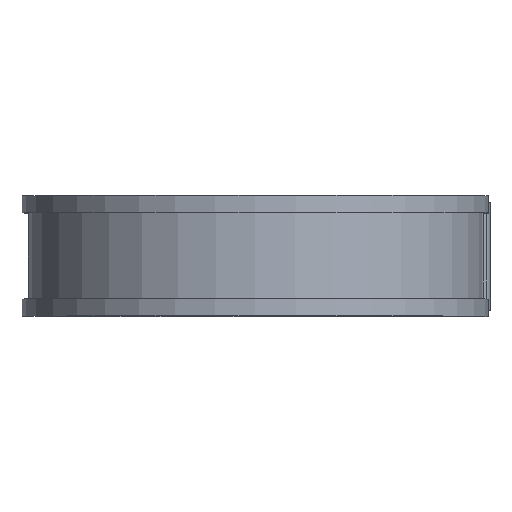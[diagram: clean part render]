
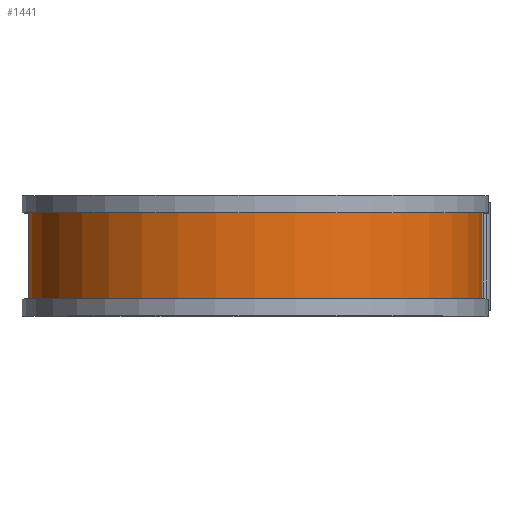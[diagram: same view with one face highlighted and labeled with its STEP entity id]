
A CAD part, top view. The second image highlights one B-rep face of the part: STEP entity #1441.
In plain terms, the highlighted cylindrical face has radius 53.543 mm (diameter 107.086 mm), a partial arc.
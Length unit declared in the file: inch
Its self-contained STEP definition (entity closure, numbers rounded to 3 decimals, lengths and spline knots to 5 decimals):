
#2 = CARTESIAN_POINT ( 'NONE',  ( 2.108, 0.4, 0. ) ) ;
#17 = DIRECTION ( 'NONE',  ( 0., 0., -1. ) ) ;
#67 = VERTEX_POINT ( 'NONE', #2 ) ;
#93 = DIRECTION ( 'NONE',  ( 0., -1., 0. ) ) ;
#207 = CARTESIAN_POINT ( 'NONE',  ( 0., 0.5, 0. ) ) ;
#243 = CIRCLE ( 'NONE', #338, 2.108 ) ;
#250 = CIRCLE ( 'NONE', #1151, 2.108 ) ;
#277 = EDGE_CURVE ( 'NONE', #529, #498, #250, .T. ) ;
#315 = EDGE_CURVE ( 'NONE', #67, #803, #243, .T. ) ;
#338 = AXIS2_PLACEMENT_3D ( 'NONE', #997, #93, #17 ) ;
#498 = VERTEX_POINT ( 'NONE', #655 ) ;
#510 = ORIENTED_EDGE ( 'NONE', *, *, #315, .T. ) ;
#529 = VERTEX_POINT ( 'NONE', #810 ) ;
#655 = CARTESIAN_POINT ( 'NONE',  ( 0., -0.4, -2.108 ) ) ;
#737 = ORIENTED_EDGE ( 'NONE', *, *, #1177, .F. ) ;
#783 = ORIENTED_EDGE ( 'NONE', *, *, #277, .F. ) ;
#803 = VERTEX_POINT ( 'NONE', #1180 ) ;
#810 = CARTESIAN_POINT ( 'NONE',  ( 2.108, -0.4, 0. ) ) ;
#896 = EDGE_LOOP ( 'NONE', ( #737, #510, #1717, #783 ) ) ;
#988 = CARTESIAN_POINT ( 'NONE',  ( 2.108, 0.5, 0. ) ) ;
#997 = CARTESIAN_POINT ( 'NONE',  ( 0., 0.4, 0. ) ) ;
#1011 = LINE ( 'NONE', #988, #1492 ) ;
#1013 = DIRECTION ( 'NONE',  ( 0., -1., 0. ) ) ;
#1070 = LINE ( 'NONE', #1552, #1090 ) ;
#1090 = VECTOR ( 'NONE', #1013, 39.37008 ) ;
#1151 = AXIS2_PLACEMENT_3D ( 'NONE', #1281, #1276, #1273 ) ;
#1168 = DIRECTION ( 'NONE',  ( 0., 0., -1. ) ) ;
#1177 = EDGE_CURVE ( 'NONE', #67, #529, #1011, .T. ) ;
#1180 = CARTESIAN_POINT ( 'NONE',  ( 0., 0.4, -2.108 ) ) ;
#1241 = DIRECTION ( 'NONE',  ( 0., -1., 0. ) ) ;
#1261 = AXIS2_PLACEMENT_3D ( 'NONE', #207, #1241, #1168 ) ;
#1273 = DIRECTION ( 'NONE',  ( 0., 0., -1. ) ) ;
#1276 = DIRECTION ( 'NONE',  ( 0., -1., 0. ) ) ;
#1281 = CARTESIAN_POINT ( 'NONE',  ( 0., -0.4, 0. ) ) ;
#1308 = DIRECTION ( 'NONE',  ( 0., -1., 0. ) ) ;
#1441 = ADVANCED_FACE ( 'NONE', ( #1614 ), #1584, .T. ) ;
#1492 = VECTOR ( 'NONE', #1308, 39.37008 ) ;
#1552 = CARTESIAN_POINT ( 'NONE',  ( 0., 0.5, -2.108 ) ) ;
#1577 = EDGE_CURVE ( 'NONE', #803, #498, #1070, .T. ) ;
#1584 = CYLINDRICAL_SURFACE ( 'NONE', #1261, 2.108 ) ;
#1614 = FACE_OUTER_BOUND ( 'NONE', #896, .T. ) ;
#1717 = ORIENTED_EDGE ( 'NONE', *, *, #1577, .T. ) ;
